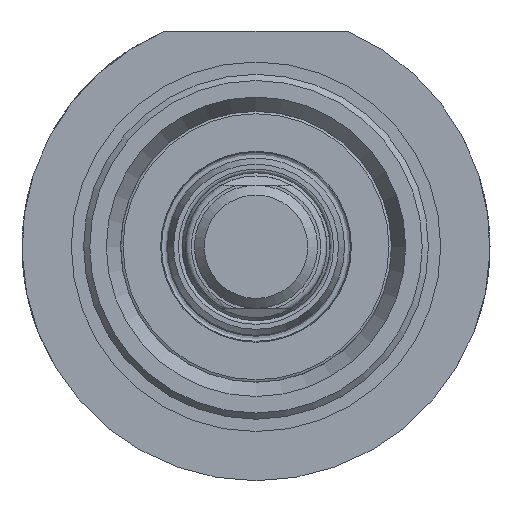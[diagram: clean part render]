
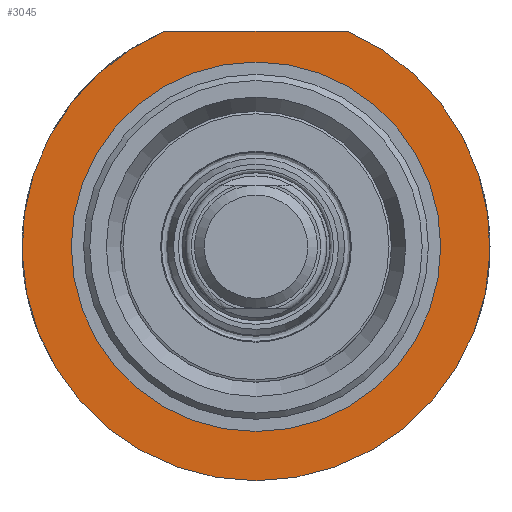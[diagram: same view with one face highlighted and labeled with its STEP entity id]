
A CAD part, front view. The second image highlights one B-rep face of the part: STEP entity #3045.
In plain terms, the highlighted planar face has unit normal (0, -1, 0).
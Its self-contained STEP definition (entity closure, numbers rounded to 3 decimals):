
#2138=CARTESIAN_POINT('',(7.399,-71.25,17.5));
#2139=VERTEX_POINT('',#2138);
#2140=CARTESIAN_POINT('',(-7.399,-71.25,17.5));
#2141=VERTEX_POINT('',#2140);
#2142=CARTESIAN_POINT('',(0.0,-71.25,0.0));
#2143=DIRECTION('',(0.0,1.0,0.0));
#2144=DIRECTION('',(-0.389,0.0,0.921));
#2145=AXIS2_PLACEMENT_3D('',#2142,#2143,#2144);
#2146=CIRCLE('',#2145,19.);
#2147=EDGE_CURVE('',#2139,#2141,#2146,.T.);
#2876=CARTESIAN_POINT('',(-7.399,-71.25,17.5));
#2877=DIRECTION('',(1.0,0.0,0.0));
#2878=VECTOR('',#2877,14.799);
#2879=LINE('',#2876,#2878);
#2880=EDGE_CURVE('',#2141,#2139,#2879,.T.);
#3005=CARTESIAN_POINT('',(0.0,-71.25,15.));
#3006=VERTEX_POINT('',#3005);
#3007=CARTESIAN_POINT('',(0.0,-71.25,0.0));
#3008=DIRECTION('',(0.0,1.0,0.0));
#3009=DIRECTION('',(0.0,0.0,1.0));
#3010=AXIS2_PLACEMENT_3D('',#3007,#3008,#3009);
#3011=CIRCLE('',#3010,15.0);
#3012=EDGE_CURVE('',#3006,#3006,#3011,.T.);
#3033=CARTESIAN_POINT('',(0.,-71.25,1.475));
#3034=DIRECTION('',(0.0,-1.0,0.0));
#3035=DIRECTION('',(0.0,0.0,-1.0));
#3036=AXIS2_PLACEMENT_3D('',#3033,#3034,#3035);
#3037=PLANE('',#3036);
#3038=ORIENTED_EDGE('',*,*,#2880,.F.);
#3039=ORIENTED_EDGE('',*,*,#2147,.F.);
#3040=EDGE_LOOP('',(#3038,#3039));
#3041=FACE_OUTER_BOUND('',#3040,.T.);
#3042=ORIENTED_EDGE('',*,*,#3012,.T.);
#3043=EDGE_LOOP('',(#3042));
#3044=FACE_BOUND('',#3043,.T.);
#3045=ADVANCED_FACE('',(#3041,#3044),#3037,.T.);
